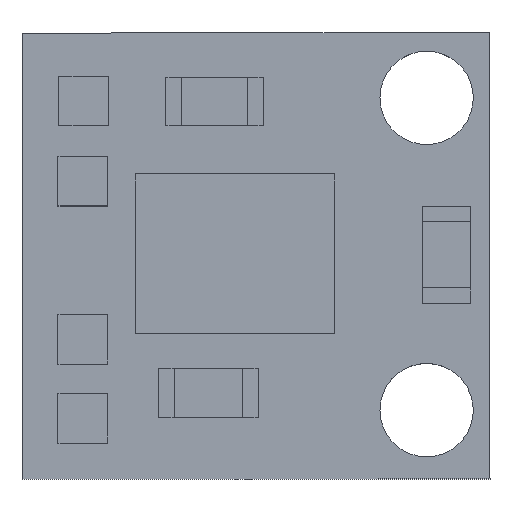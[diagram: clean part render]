
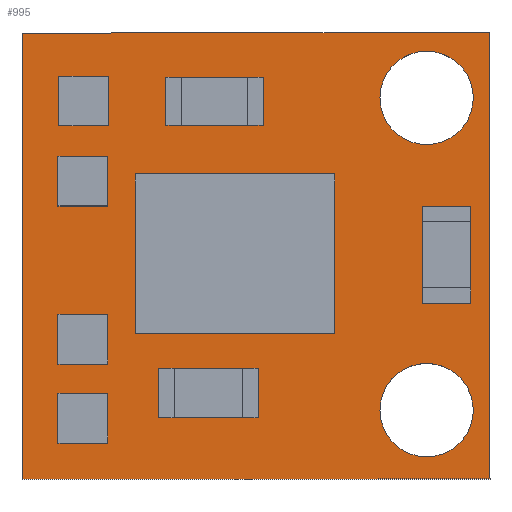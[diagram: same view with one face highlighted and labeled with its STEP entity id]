
A CAD part, top view. The second image highlights one B-rep face of the part: STEP entity #995.
In plain terms, the highlighted planar face has unit normal (0, 0, 1).
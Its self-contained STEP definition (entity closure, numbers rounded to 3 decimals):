
#66=FACE_BOUND('',#187,.T.);
#67=FACE_BOUND('',#188,.T.);
#68=FACE_BOUND('',#189,.T.);
#69=FACE_BOUND('',#190,.T.);
#70=FACE_BOUND('',#191,.T.);
#71=FACE_BOUND('',#192,.T.);
#82=PLANE('',#1123);
#134=FACE_OUTER_BOUND('',#186,.T.);
#186=EDGE_LOOP('',(#730,#731,#732,#733));
#187=EDGE_LOOP('',(#734));
#188=EDGE_LOOP('',(#735));
#189=EDGE_LOOP('',(#736));
#190=EDGE_LOOP('',(#737));
#191=EDGE_LOOP('',(#738));
#192=EDGE_LOOP('',(#739));
#248=LINE('',#1501,#362);
#251=LINE('',#1507,#365);
#254=LINE('',#1513,#368);
#257=LINE('',#1517,#371);
#362=VECTOR('',#1231,10.);
#365=VECTOR('',#1236,10.);
#368=VECTOR('',#1241,10.);
#371=VECTOR('',#1246,10.);
#469=CIRCLE('',#1103,0.407);
#471=CIRCLE('',#1106,0.407);
#473=CIRCLE('',#1109,0.407);
#475=CIRCLE('',#1112,0.407);
#476=CIRCLE('',#1114,1.5);
#478=CIRCLE('',#1117,1.5);
#481=VERTEX_POINT('',#1461);
#483=VERTEX_POINT('',#1467);
#485=VERTEX_POINT('',#1473);
#487=VERTEX_POINT('',#1479);
#488=VERTEX_POINT('',#1483);
#490=VERTEX_POINT('',#1489);
#494=VERTEX_POINT('',#1498);
#495=VERTEX_POINT('',#1500);
#497=VERTEX_POINT('',#1506);
#499=VERTEX_POINT('',#1512);
#566=EDGE_CURVE('',#481,#481,#469,.T.);
#569=EDGE_CURVE('',#483,#483,#471,.T.);
#572=EDGE_CURVE('',#485,#485,#473,.T.);
#575=EDGE_CURVE('',#487,#487,#475,.T.);
#576=EDGE_CURVE('',#488,#488,#476,.T.);
#579=EDGE_CURVE('',#490,#490,#478,.T.);
#584=EDGE_CURVE('',#495,#494,#248,.T.);
#587=EDGE_CURVE('',#497,#495,#251,.T.);
#590=EDGE_CURVE('',#499,#497,#254,.T.);
#593=EDGE_CURVE('',#494,#499,#257,.T.);
#730=ORIENTED_EDGE('',*,*,#593,.T.);
#731=ORIENTED_EDGE('',*,*,#590,.T.);
#732=ORIENTED_EDGE('',*,*,#587,.T.);
#733=ORIENTED_EDGE('',*,*,#584,.T.);
#734=ORIENTED_EDGE('',*,*,#566,.T.);
#735=ORIENTED_EDGE('',*,*,#569,.T.);
#736=ORIENTED_EDGE('',*,*,#572,.T.);
#737=ORIENTED_EDGE('',*,*,#575,.T.);
#738=ORIENTED_EDGE('',*,*,#579,.T.);
#739=ORIENTED_EDGE('',*,*,#576,.T.);
#995=ADVANCED_FACE('',(#134,#66,#67,#68,#69,#70,#71),#82,.T.);
#1103=AXIS2_PLACEMENT_3D('',#1463,#1190,#1191);
#1106=AXIS2_PLACEMENT_3D('',#1469,#1197,#1198);
#1109=AXIS2_PLACEMENT_3D('',#1475,#1204,#1205);
#1112=AXIS2_PLACEMENT_3D('',#1481,#1211,#1212);
#1114=AXIS2_PLACEMENT_3D('',#1484,#1215,#1216);
#1117=AXIS2_PLACEMENT_3D('',#1490,#1222,#1223);
#1123=AXIS2_PLACEMENT_3D('',#1518,#1247,#1248);
#1190=DIRECTION('center_axis',(0.,0.,-1.));
#1191=DIRECTION('ref_axis',(1.,0.,0.));
#1197=DIRECTION('center_axis',(0.,0.,-1.));
#1198=DIRECTION('ref_axis',(1.,0.,0.));
#1204=DIRECTION('center_axis',(0.,0.,-1.));
#1205=DIRECTION('ref_axis',(1.,0.,0.));
#1211=DIRECTION('center_axis',(0.,0.,-1.));
#1212=DIRECTION('ref_axis',(1.,0.,0.));
#1215=DIRECTION('center_axis',(0.,0.,-1.));
#1216=DIRECTION('ref_axis',(1.,0.,0.));
#1222=DIRECTION('center_axis',(0.,0.,-1.));
#1223=DIRECTION('ref_axis',(1.,0.,0.));
#1231=DIRECTION('',(-1.,-0.001,0.));
#1236=DIRECTION('',(-0.001,1.,0.));
#1241=DIRECTION('',(1.,0.,0.));
#1246=DIRECTION('',(-0.001,-1.,0.));
#1247=DIRECTION('center_axis',(0.,0.,1.));
#1248=DIRECTION('ref_axis',(1.,0.,0.));
#1461=CARTESIAN_POINT('',(1.55,1.955,1.57));
#1463=CARTESIAN_POINT('Origin',(1.956,1.955,1.57));
#1467=CARTESIAN_POINT('',(1.576,12.15,1.57));
#1469=CARTESIAN_POINT('Origin',(1.982,12.15,1.57));
#1473=CARTESIAN_POINT('',(1.55,4.495,1.57));
#1475=CARTESIAN_POINT('Origin',(1.956,4.495,1.57));
#1479=CARTESIAN_POINT('',(1.55,9.575,1.57));
#1481=CARTESIAN_POINT('Origin',(1.956,9.575,1.57));
#1483=CARTESIAN_POINT('',(11.5,12.25,1.57));
#1484=CARTESIAN_POINT('Origin',(13.,12.25,1.57));
#1489=CARTESIAN_POINT('',(11.5,2.217,1.57));
#1490=CARTESIAN_POINT('Origin',(13.,2.217,1.57));
#1498=CARTESIAN_POINT('',(0.012,14.333,1.57));
#1500=CARTESIAN_POINT('',(15.016,14.342,1.57));
#1501=CARTESIAN_POINT('',(15.016,14.342,1.57));
#1506=CARTESIAN_POINT('',(15.037,0.006,1.57));
#1507=CARTESIAN_POINT('',(15.037,0.006,1.57));
#1512=CARTESIAN_POINT('',(0.,0.,1.57));
#1513=CARTESIAN_POINT('',(0.,0.,1.57));
#1517=CARTESIAN_POINT('',(0.012,14.333,1.57));
#1518=CARTESIAN_POINT('Origin',(7.519,7.171,1.57));
